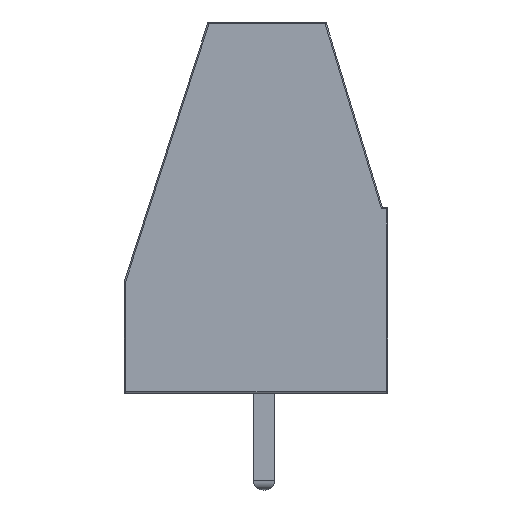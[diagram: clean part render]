
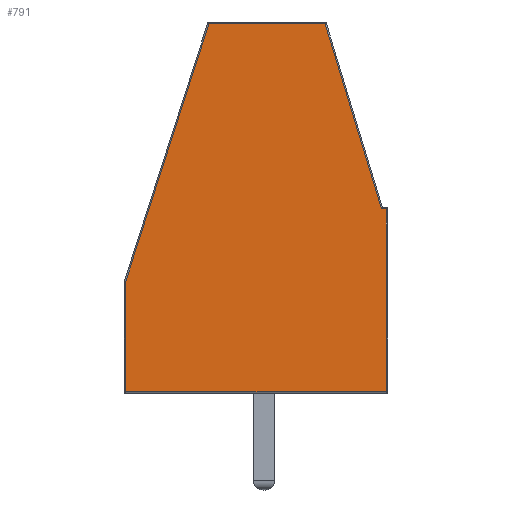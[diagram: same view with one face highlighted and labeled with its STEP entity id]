
A CAD part, left-side view. The second image highlights one B-rep face of the part: STEP entity #791.
In plain terms, the highlighted planar face has unit normal (-1, 0, 0).
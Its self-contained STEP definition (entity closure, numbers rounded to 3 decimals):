
#167 = VERTEX_POINT('',#168);
#168 = CARTESIAN_POINT('',(-2.54,-2.263,13.85));
#183 = EDGE_CURVE('',#184,#167,#186,.T.);
#184 = VERTEX_POINT('',#185);
#185 = CARTESIAN_POINT('',(-2.54,-4.363,6.95));
#186 = LINE('',#187,#188);
#187 = CARTESIAN_POINT('',(-2.54,-4.352,6.985));
#188 = VECTOR('',#189,1.);
#189 = DIRECTION('',(0.,0.291,0.957));
#771 = VERTEX_POINT('',#772);
#772 = CARTESIAN_POINT('',(-2.54,-4.55,6.95));
#781 = EDGE_CURVE('',#771,#184,#782,.T.);
#782 = LINE('',#783,#784);
#783 = CARTESIAN_POINT('',(-2.54,-4.6,6.95));
#784 = VECTOR('',#785,1.);
#785 = DIRECTION('',(0.,1.,0.));
#791 = ADVANCED_FACE('',(#792),#834,.T.);
#792 = FACE_BOUND('',#793,.T.);
#793 = EDGE_LOOP('',(#794,#802,#810,#818,#826,#832,#833));
#794 = ORIENTED_EDGE('',*,*,#795,.T.);
#795 = EDGE_CURVE('',#167,#796,#798,.T.);
#796 = VERTEX_POINT('',#797);
#797 = CARTESIAN_POINT('',(-2.54,2.044,13.85));
#798 = LINE('',#799,#800);
#799 = CARTESIAN_POINT('',(-2.54,-2.3,13.85));
#800 = VECTOR('',#801,1.);
#801 = DIRECTION('',(0.,1.,0.));
#802 = ORIENTED_EDGE('',*,*,#803,.T.);
#803 = EDGE_CURVE('',#796,#804,#806,.T.);
#804 = VERTEX_POINT('',#805);
#805 = CARTESIAN_POINT('',(-2.54,5.15,4.232));
#806 = LINE('',#807,#808);
#807 = CARTESIAN_POINT('',(-2.54,2.032,13.885));
#808 = VECTOR('',#809,1.);
#809 = DIRECTION('',(0.,0.307,-0.952));
#810 = ORIENTED_EDGE('',*,*,#811,.T.);
#811 = EDGE_CURVE('',#804,#812,#814,.T.);
#812 = VERTEX_POINT('',#813);
#813 = CARTESIAN_POINT('',(-2.54,5.15,0.15));
#814 = LINE('',#815,#816);
#815 = CARTESIAN_POINT('',(-2.54,5.15,4.24));
#816 = VECTOR('',#817,1.);
#817 = DIRECTION('',(0.,0.,-1.));
#818 = ORIENTED_EDGE('',*,*,#819,.T.);
#819 = EDGE_CURVE('',#812,#820,#822,.T.);
#820 = VERTEX_POINT('',#821);
#821 = CARTESIAN_POINT('',(-2.54,-4.55,0.15));
#822 = LINE('',#823,#824);
#823 = CARTESIAN_POINT('',(-2.54,5.2,0.15));
#824 = VECTOR('',#825,1.);
#825 = DIRECTION('',(0.,-1.,0.));
#826 = ORIENTED_EDGE('',*,*,#827,.T.);
#827 = EDGE_CURVE('',#820,#771,#828,.T.);
#828 = LINE('',#829,#830);
#829 = CARTESIAN_POINT('',(-2.54,-4.55,0.1));
#830 = VECTOR('',#831,1.);
#831 = DIRECTION('',(0.,0.,1.));
#832 = ORIENTED_EDGE('',*,*,#781,.T.);
#833 = ORIENTED_EDGE('',*,*,#183,.T.);
#834 = PLANE('',#835);
#835 = AXIS2_PLACEMENT_3D('',#836,#837,#838);
#836 = CARTESIAN_POINT('',(-2.54,0.097,6.175));
#837 = DIRECTION('',(-1.,0.,0.));
#838 = DIRECTION('',(0.,0.,-1.));
